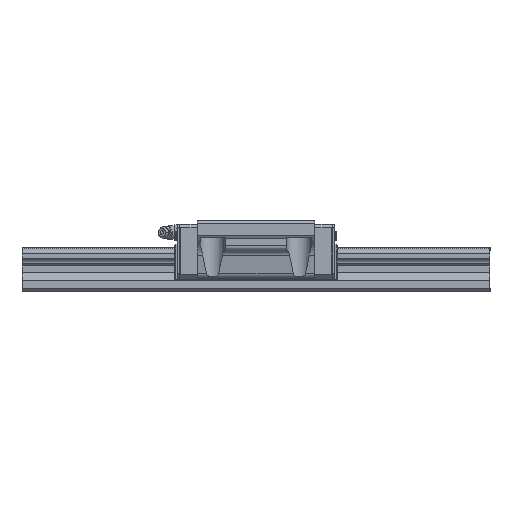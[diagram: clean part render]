
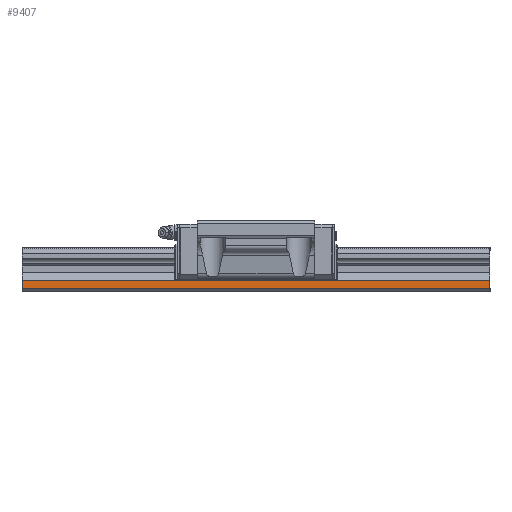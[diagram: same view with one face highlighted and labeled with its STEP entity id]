
A CAD part, top view. The second image highlights one B-rep face of the part: STEP entity #9407.
In plain terms, the highlighted planar face has unit normal (0, 0, 1).
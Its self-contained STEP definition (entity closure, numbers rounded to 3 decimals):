
#54 = CARTESIAN_POINT ( 'NONE',  ( -20., 0., 14. ) ) ;
#186 = LINE ( 'NONE', #9789, #4495 ) ;
#348 = CARTESIAN_POINT ( 'NONE',  ( -20., 6.3, 14. ) ) ;
#481 = LINE ( 'NONE', #348, #9660 ) ;
#718 = EDGE_CURVE ( 'NONE', #7497, #4401, #186, .T. ) ;
#1190 = CARTESIAN_POINT ( 'NONE',  ( -20., 6.3, 14. ) ) ;
#1226 = ORIENTED_EDGE ( 'NONE', *, *, #9124, .F. ) ;
#1233 = DIRECTION ( 'NONE',  ( -1., 0., 0. ) ) ;
#1338 = CARTESIAN_POINT ( 'NONE',  ( -20., 1.5, 14. ) ) ;
#1631 = DIRECTION ( 'NONE',  ( 0., 0., 1. ) ) ;
#2820 = ORIENTED_EDGE ( 'NONE', *, *, #718, .F. ) ;
#2880 = DIRECTION ( 'NONE',  ( -1., 0., 0. ) ) ;
#3151 = LINE ( 'NONE', #4404, #10081 ) ;
#3692 = FACE_OUTER_BOUND ( 'NONE', #5746, .T. ) ;
#3786 = VERTEX_POINT ( 'NONE', #1190 ) ;
#4401 = VERTEX_POINT ( 'NONE', #7422 ) ;
#4404 = CARTESIAN_POINT ( 'NONE',  ( 260., 0., 14. ) ) ;
#4495 = VECTOR ( 'NONE', #2880, 1000. ) ;
#4811 = AXIS2_PLACEMENT_3D ( 'NONE', #1338, #1631, #8592 ) ;
#4832 = PLANE ( 'NONE',  #4811 ) ;
#4979 = EDGE_CURVE ( 'NONE', #3786, #4401, #11208, .T. ) ;
#5227 = VECTOR ( 'NONE', #6065, 1000. ) ;
#5274 = ORIENTED_EDGE ( 'NONE', *, *, #9261, .T. ) ;
#5746 = EDGE_LOOP ( 'NONE', ( #8837, #2820, #1226, #5274 ) ) ;
#6065 = DIRECTION ( 'NONE',  ( 0., -1., 0. ) ) ;
#7024 = VERTEX_POINT ( 'NONE', #10487 ) ;
#7422 = CARTESIAN_POINT ( 'NONE',  ( -20., 1.5, 14. ) ) ;
#7497 = VERTEX_POINT ( 'NONE', #9225 ) ;
#7763 = DIRECTION ( 'NONE',  ( 0., -1., 0. ) ) ;
#8592 = DIRECTION ( 'NONE',  ( 1., 0., 0. ) ) ;
#8837 = ORIENTED_EDGE ( 'NONE', *, *, #4979, .T. ) ;
#9124 = EDGE_CURVE ( 'NONE', #7024, #7497, #3151, .T. ) ;
#9225 = CARTESIAN_POINT ( 'NONE',  ( 260., 1.5, 14. ) ) ;
#9261 = EDGE_CURVE ( 'NONE', #7024, #3786, #481, .T. ) ;
#9407 = ADVANCED_FACE ( 'NONE', ( #3692 ), #4832, .T. ) ;
#9660 = VECTOR ( 'NONE', #1233, 1000. ) ;
#9789 = CARTESIAN_POINT ( 'NONE',  ( -20., 1.5, 14. ) ) ;
#10081 = VECTOR ( 'NONE', #7763, 1000. ) ;
#10487 = CARTESIAN_POINT ( 'NONE',  ( 260., 6.3, 14. ) ) ;
#11208 = LINE ( 'NONE', #54, #5227 ) ;
